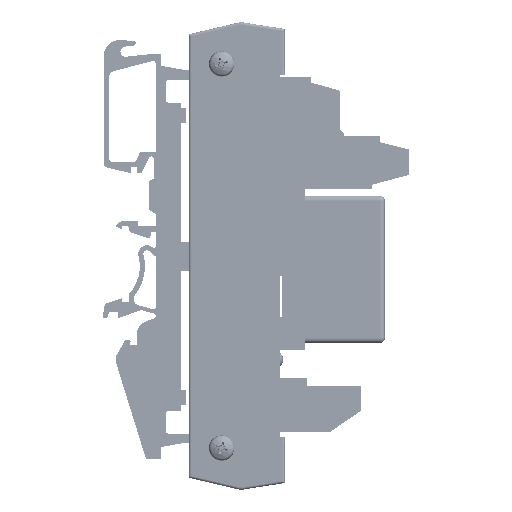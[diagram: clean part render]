
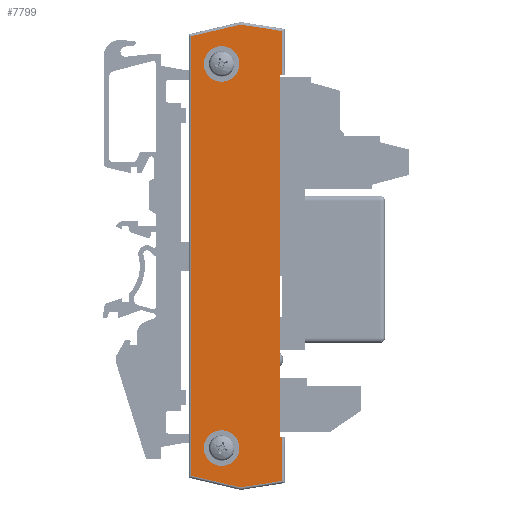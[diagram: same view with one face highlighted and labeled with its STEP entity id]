
A CAD part, left-side view. The second image highlights one B-rep face of the part: STEP entity #7799.
In plain terms, the highlighted face is planar.
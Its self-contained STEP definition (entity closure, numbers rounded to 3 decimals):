
#7338=CARTESIAN_POINT('',(-16.628,6.238,5.0));
#7339=VERTEX_POINT('',#7338);
#7346=CARTESIAN_POINT('',(54.672,6.238,5.0));
#7347=VERTEX_POINT('',#7346);
#7348=CARTESIAN_POINT('',(54.672,6.238,5.0));
#7349=DIRECTION('',(-1.0,0.0,0.0));
#7350=VECTOR('',#7349,71.3);
#7351=LINE('',#7348,#7350);
#7352=EDGE_CURVE('',#7347,#7339,#7351,.T.);
#7595=CARTESIAN_POINT('',(60.272,-5.162,5.0));
#7596=VERTEX_POINT('',#7595);
#7597=CARTESIAN_POINT('',(56.772,-5.162,5.0));
#7598=DIRECTION('',(0.0,0.0,-1.0));
#7599=DIRECTION('',(-1.0,0.0,0.0));
#7600=AXIS2_PLACEMENT_3D('',#7597,#7598,#7599);
#7601=CIRCLE('',#7600,3.5);
#7602=EDGE_CURVE('',#7596,#7596,#7601,.T.);
#7635=CARTESIAN_POINT('',(-15.228,-5.162,5.0));
#7636=VERTEX_POINT('',#7635);
#7637=CARTESIAN_POINT('',(-18.728,-5.162,5.0));
#7638=DIRECTION('',(0.0,0.0,-1.0));
#7639=DIRECTION('',(-1.0,0.0,0.0));
#7640=AXIS2_PLACEMENT_3D('',#7637,#7638,#7639);
#7641=CIRCLE('',#7640,3.5);
#7642=EDGE_CURVE('',#7636,#7636,#7641,.T.);
#7676=CARTESIAN_POINT('',(54.672,6.738,5.0));
#7677=VERTEX_POINT('',#7676);
#7678=CARTESIAN_POINT('',(54.672,6.738,5.0));
#7679=DIRECTION('',(0.0,-1.0,0.0));
#7680=VECTOR('',#7679,0.5);
#7681=LINE('',#7678,#7680);
#7682=EDGE_CURVE('',#7677,#7347,#7681,.T.);
#7707=CARTESIAN_POINT('',(-16.628,6.738,5.0));
#7708=VERTEX_POINT('',#7707);
#7716=CARTESIAN_POINT('',(-16.628,6.238,5.0));
#7717=DIRECTION('',(0.0,1.0,0.0));
#7718=VECTOR('',#7717,0.5);
#7719=LINE('',#7716,#7718);
#7720=EDGE_CURVE('',#7339,#7708,#7719,.T.);
#7729=CARTESIAN_POINT('',(19.022,-2.126,5.0));
#7730=DIRECTION('',(0.0,0.0,1.0));
#7731=DIRECTION('',(1.0,0.0,0.0));
#7732=AXIS2_PLACEMENT_3D('',#7729,#7730,#7731);
#7733=PLANE('',#7732);
#7734=ORIENTED_EDGE('',*,*,#7682,.T.);
#7735=ORIENTED_EDGE('',*,*,#7352,.T.);
#7736=ORIENTED_EDGE('',*,*,#7720,.T.);
#7737=CARTESIAN_POINT('',(-25.176,6.738,5.0));
#7738=VERTEX_POINT('',#7737);
#7739=CARTESIAN_POINT('',(-25.176,6.738,5.0));
#7740=DIRECTION('',(1.0,0.0,0.0));
#7741=VECTOR('',#7740,8.548);
#7742=LINE('',#7739,#7741);
#7743=EDGE_CURVE('',#7738,#7708,#7742,.T.);
#7744=ORIENTED_EDGE('',*,*,#7743,.F.);
#7745=CARTESIAN_POINT('',(-26.459,-1.405,5.0));
#7746=VERTEX_POINT('',#7745);
#7747=CARTESIAN_POINT('',(-26.459,-1.405,5.0));
#7748=DIRECTION('',(0.156,0.988,0.0));
#7749=VECTOR('',#7748,8.244);
#7750=LINE('',#7747,#7749);
#7751=EDGE_CURVE('',#7746,#7738,#7750,.T.);
#7752=ORIENTED_EDGE('',*,*,#7751,.F.);
#7753=CARTESIAN_POINT('',(-24.157,-11.162,5.0));
#7754=VERTEX_POINT('',#7753);
#7755=CARTESIAN_POINT('',(-24.157,-11.162,5.0));
#7756=DIRECTION('',(-0.23,0.973,0.0));
#7757=VECTOR('',#7756,10.024);
#7758=LINE('',#7755,#7757);
#7759=EDGE_CURVE('',#7754,#7746,#7758,.T.);
#7760=ORIENTED_EDGE('',*,*,#7759,.F.);
#7761=CARTESIAN_POINT('',(62.201,-11.162,5.0));
#7762=VERTEX_POINT('',#7761);
#7763=CARTESIAN_POINT('',(62.201,-11.162,5.0));
#7764=DIRECTION('',(-1.0,0.0,0.0));
#7765=VECTOR('',#7764,86.358);
#7766=LINE('',#7763,#7765);
#7767=EDGE_CURVE('',#7762,#7754,#7766,.T.);
#7768=ORIENTED_EDGE('',*,*,#7767,.F.);
#7769=CARTESIAN_POINT('',(64.503,-1.405,5.0));
#7770=VERTEX_POINT('',#7769);
#7771=CARTESIAN_POINT('',(64.503,-1.405,5.0));
#7772=DIRECTION('',(-0.23,-0.973,0.0));
#7773=VECTOR('',#7772,10.024);
#7774=LINE('',#7771,#7773);
#7775=EDGE_CURVE('',#7770,#7762,#7774,.T.);
#7776=ORIENTED_EDGE('',*,*,#7775,.F.);
#7777=CARTESIAN_POINT('',(63.22,6.738,5.0));
#7778=VERTEX_POINT('',#7777);
#7779=CARTESIAN_POINT('',(63.22,6.738,5.0));
#7780=DIRECTION('',(0.156,-0.988,0.0));
#7781=VECTOR('',#7780,8.244);
#7782=LINE('',#7779,#7781);
#7783=EDGE_CURVE('',#7778,#7770,#7782,.T.);
#7784=ORIENTED_EDGE('',*,*,#7783,.F.);
#7785=CARTESIAN_POINT('',(54.672,6.738,5.0));
#7786=DIRECTION('',(1.0,0.0,0.0));
#7787=VECTOR('',#7786,8.548);
#7788=LINE('',#7785,#7787);
#7789=EDGE_CURVE('',#7677,#7778,#7788,.T.);
#7790=ORIENTED_EDGE('',*,*,#7789,.F.);
#7791=EDGE_LOOP('',(#7734,#7735,#7736,#7744,#7752,#7760,#7768,#7776,#7784,#7790));
#7792=FACE_OUTER_BOUND('',#7791,.T.);
#7793=ORIENTED_EDGE('',*,*,#7602,.T.);
#7794=EDGE_LOOP('',(#7793));
#7795=FACE_BOUND('',#7794,.T.);
#7796=ORIENTED_EDGE('',*,*,#7642,.T.);
#7797=EDGE_LOOP('',(#7796));
#7798=FACE_BOUND('',#7797,.T.);
#7799=ADVANCED_FACE('',(#7792,#7795,#7798),#7733,.T.);
